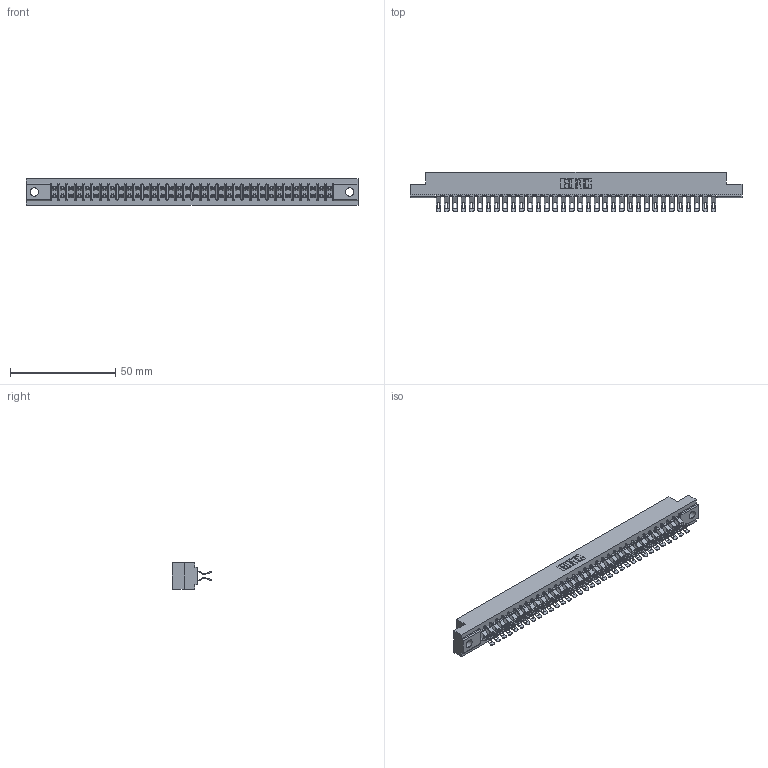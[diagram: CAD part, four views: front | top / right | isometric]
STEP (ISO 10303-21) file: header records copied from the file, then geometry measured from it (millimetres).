
FILE_DESCRIPTION (( 'STEP AP203' ), '1' );
FILE_NAME ('307-068-455-204.STEP', '2020-09-30T21:29:23', ( '' ), ( '' ), 'SwSTEP 2.0', 'SolidWorks 2020', '' );
FILE_SCHEMA (( 'CONFIG_CONTROL_DESIGN' ));
Length unit declared in the file: inch
Products named in the file (3): 307-290-001_555; 307-068-455-204; 307 Part_.156 Dia Mounting Holes
Assembly tree (69 placements, depth 2):
  307-068-455-204
    307 Part_.156 Dia Mounting Holes
    307-290-001_555  x68
Bounding box: 157.73 x 18.75 x 12.7 mm (x, y, z)
Volume: 16813.1 mm3; surface area: 21368.3 mm2
Topology: 69 solids, 69 shells, 4315 faces, 12667 edges, 8258 vertices
Faces by surface type: plane 2396, cylinder 1849, sphere 70
Entity records: 32177 total; most frequent: CARTESIAN_POINT 5276, ORIENTED_EDGE 5228, DIRECTION 5170, EDGE_CURVE 2614, VECTOR 1998, LINE 1998, VERTEX_POINT 1692, AXIS2_PLACEMENT_3D 1586
